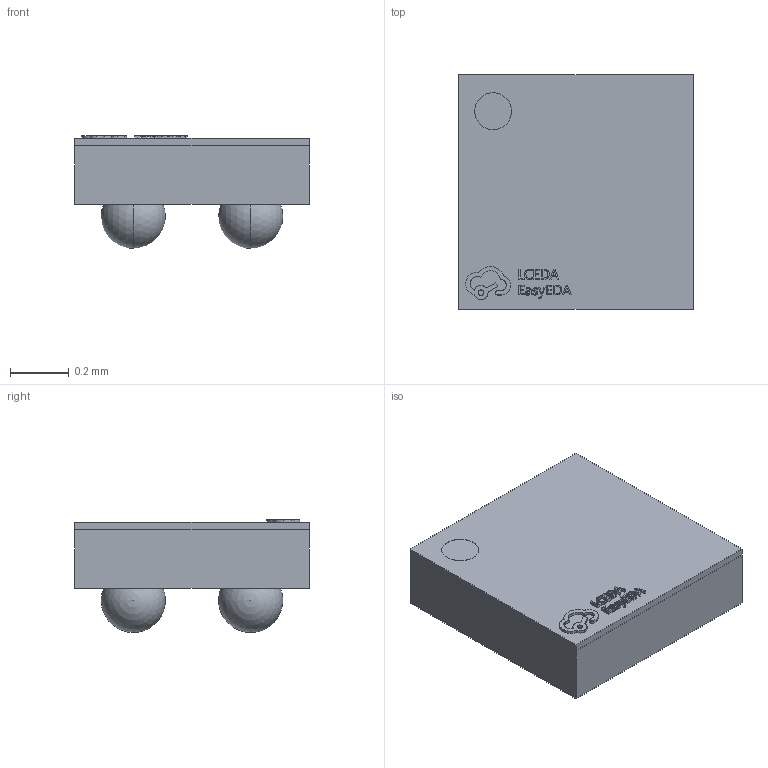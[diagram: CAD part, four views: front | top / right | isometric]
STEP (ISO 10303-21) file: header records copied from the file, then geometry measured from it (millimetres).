
FILE_DESCRIPTION (( 'STEP AP214' ), '1' );
FILE_NAME ('X1-WLB0808-4_L0.8-W0.8-P0.40-TL.STEP', '2023-01-27T07:04:58', ( '' ), ( '' ), 'SwSTEP 2.0', 'SolidWorks 2020', '' );
FILE_SCHEMA (( 'AUTOMOTIVE_DESIGN' ));
Length unit declared in the file: millimetre
Products named in the file (1): X1-WLB0808-4_L0.8-W0.8-P0.40-TL
Bounding box: 0.8 x 0.8 x 0.39 mm (x, y, z)
Volume: 0.2 mm3; surface area: 3.6 mm2
Topology: 2 solids, 2 shells, 247 faces, 681 edges, 454 vertices
Faces by surface type: plane 139, bspline 98, sphere 8, cylinder 2
Entity records: 10939 total; most frequent: CARTESIAN_POINT 2657, ORIENTED_EDGE 1322, DIRECTION 781, EDGE_CURVE 661, VERTEX_POINT 442, LINE 441, VECTOR 441, EDGE_LOOP 271
